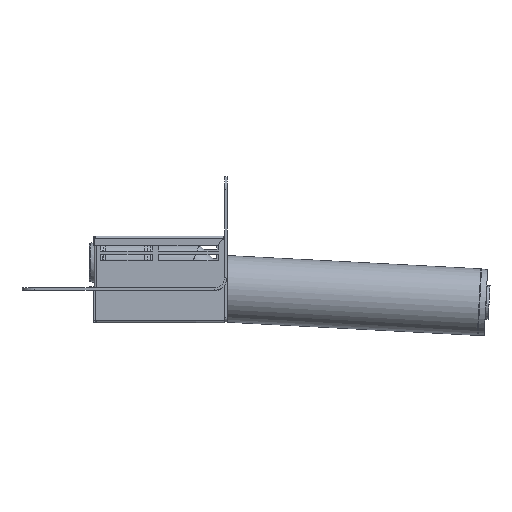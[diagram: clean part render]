
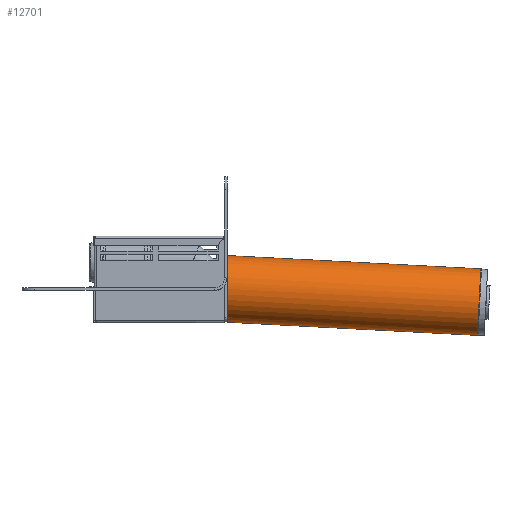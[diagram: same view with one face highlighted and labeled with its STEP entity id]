
A CAD part, front view. The second image highlights one B-rep face of the part: STEP entity #12701.
In plain terms, the highlighted cylindrical face has radius 515 mm (diameter 1030 mm), a full revolution.
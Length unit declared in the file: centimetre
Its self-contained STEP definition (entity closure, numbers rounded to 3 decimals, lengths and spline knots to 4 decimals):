
#271=ELLIPSE('',#13642,51.5707,51.5);
#440=CYLINDRICAL_SURFACE('',#13641,51.5);
#953=FACE_OUTER_BOUND('',#1733,.T.);
#1733=EDGE_LOOP('',(#10628,#10629,#10630,#10631,#10632));
#2233=CIRCLE('',#13638,51.5);
#2234=CIRCLE('',#13639,51.5);
#3357=LINE('',#20619,#4740);
#4740=VECTOR('',#16378,51.5);
#5958=VERTEX_POINT('',#20611);
#5959=VERTEX_POINT('',#20613);
#5960=VERTEX_POINT('',#20618);
#7559=EDGE_CURVE('',#5958,#5959,#2233,.T.);
#7560=EDGE_CURVE('',#5959,#5958,#2234,.T.);
#7562=EDGE_CURVE('',#5959,#5960,#3357,.T.);
#7563=EDGE_CURVE('',#5960,#5960,#271,.T.);
#10628=ORIENTED_EDGE('',*,*,#7559,.F.);
#10629=ORIENTED_EDGE('',*,*,#7560,.F.);
#10630=ORIENTED_EDGE('',*,*,#7562,.T.);
#10631=ORIENTED_EDGE('',*,*,#7563,.T.);
#10632=ORIENTED_EDGE('',*,*,#7562,.F.);
#12701=ADVANCED_FACE('',(#953),#440,.T.);
#13638=AXIS2_PLACEMENT_3D('',#20614,#16370,#16371);
#13639=AXIS2_PLACEMENT_3D('',#20615,#16372,#16373);
#13641=AXIS2_PLACEMENT_3D('',#20617,#16376,#16377);
#13642=AXIS2_PLACEMENT_3D('',#20620,#16379,#16380);
#16370=DIRECTION('center_axis',(0.999,0.,
-0.052));
#16371=DIRECTION('ref_axis',(-0.052,0.,
-0.999));
#16372=DIRECTION('center_axis',(0.999,0.,
-0.052));
#16373=DIRECTION('ref_axis',(-0.052,0.,
-0.999));
#16376=DIRECTION('center_axis',(0.999,0.,
-0.052));
#16377=DIRECTION('ref_axis',(0.,1.,0.));
#16378=DIRECTION('',(-0.999,0.,0.052));
#16379=DIRECTION('center_axis',(1.,0.,0.));
#16380=DIRECTION('ref_axis',(0.,0.,
1.));
#20611=CARTESIAN_POINT('',(719.817,0.,-69.3953));
#20613=CARTESIAN_POINT('',(722.5123,-51.5,-17.9659));
#20614=CARTESIAN_POINT('Origin',(722.5123,0.,-17.9659));
#20615=CARTESIAN_POINT('Origin',(722.5123,0.,-17.9659));
#20617=CARTESIAN_POINT('Origin',(698.2976,0.,-16.6968));
#20618=CARTESIAN_POINT('',(333.,-51.5,2.4476));
#20619=CARTESIAN_POINT('',(698.2976,-51.5,-16.6968));
#20620=CARTESIAN_POINT('Origin',(333.,0.,
2.4476));
